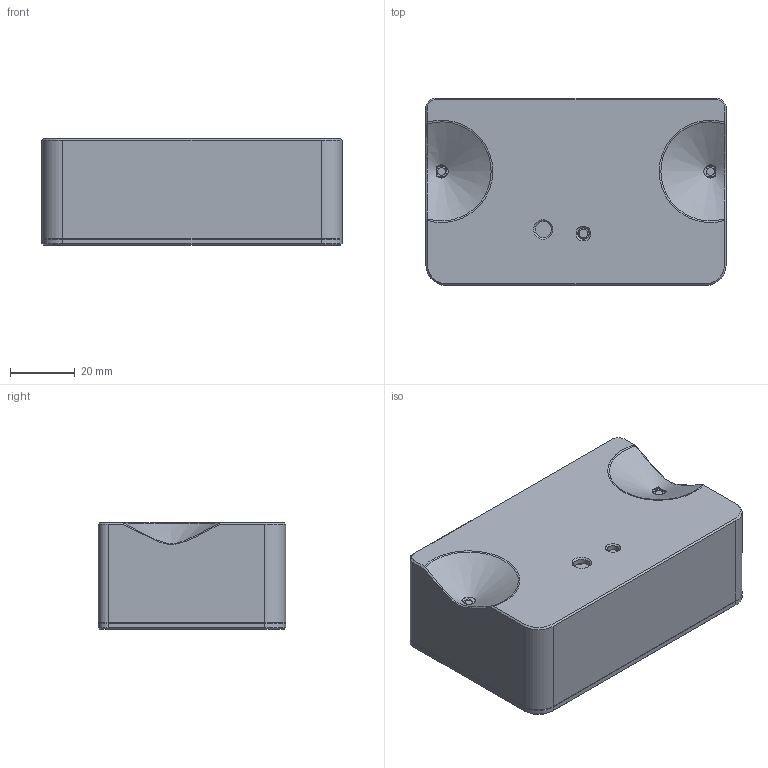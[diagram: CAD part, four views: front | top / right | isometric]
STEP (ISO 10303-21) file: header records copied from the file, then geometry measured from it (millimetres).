
FILE_DESCRIPTION(/* description */ (''),/* implementation_level */ '2;1');
FILE_NAME(/* name */ 'WiFIR case v9.step',/* time_stamp */ '2020-03-24T11:38:01+01:00',/* author */ (''),/* organization */ (''),/* preprocessor_version */ 'ST-DEVELOPER v18',/* originating_system */ 'Autodesk Translation Framework v8.12.0.6',/* authorisation */ '');
FILE_SCHEMA (('AUTOMOTIVE_DESIGN { 1 0 10303 214 3 1 1 }'));
Length unit declared in the file: millimetre
Products named in the file (37): WiFIR case; pcb; BatteryHolder_Keystone_1042_1x18650; COMPOUND; USB_C_Receptacle_Palconn_UTC16-G; SOLID (1); D_SMA; SOLID (2); Texas_S-PDSO-N12; SOLID (4); SOT-23-5; SOLID (3); WEMOS_D1_mini_light; SOLID (6); PinHeader_1x08_P2; SOLID (7); PinSocket_1x08_P2; SOLID (8); TS-1170S-WP; SOLID (9); R_0603_1608Metric; SOLID; SOT-23; SOLID (10); LED_0603_1608Metric; SOLID (11); PLCC-2_VSMY3850; COMPOUND (1); D_SOD-323; SOLID (12); C_0805_2012Metric; SOLID (13); C_0603_1608Metric; SOLID (14); COMPOUND (2); 18650; Backing Lid
Assembly tree (59 placements, depth 4):
  WiFIR case
    pcb
      BatteryHolder_Keystone_1042_1x18650
        COMPOUND
      R_0603_1608Metric  x15
        SOLID
      PLCC-2_VSMY3850  x2
        COMPOUND (1)
      USB_C_Receptacle_Palconn_UTC16-G
        SOLID (1)
      D_SMA
        SOLID (2)
      SOT-23-5  x2
        SOLID (3)
      Texas_S-PDSO-N12
        SOLID (4)
      WEMOS_D1_mini_light
        SOLID (6)
      PinHeader_1x08_P2  x2
        SOLID (7)
      PinSocket_1x08_P2  x2
        SOLID (8)
      TS-1170S-WP
        SOLID (9)
      SOT-23
        SOLID (10)
      LED_0603_1608Metric  x2
        SOLID (11)
      D_SOD-323
        SOLID (12)
      C_0805_2012Metric  x3
        SOLID (13)
      C_0603_1608Metric  x3
        SOLID (14)
      COMPOUND (2)
    18650
    Backing Lid
Bounding box: 93 x 58 x 32.95 mm (x, y, z)
Volume: 75337.9 mm3; surface area: 66912.9 mm2
Topology: 57 solids, 57 shells, 3111 faces, 8132 edges, 5250 vertices
Faces by surface type: plane 2347, cylinder 627, cone 78, bspline 29, torus 28, sphere 2
Full cylindrical faces by diameter (mm): 0.02 x1, 0.3 x6, 0.4 x2, 0.5 x3, 0.65 x2, 0.8 x1, 0.9 x3, 1 x34, 1.2 x8, 1.57 x1, 2.39 x1, 2.4 x5, 2.8 x1, 3.2 x4, 3.45 x2, 3.6 x1, 3.68 x2, 4.6 x2, 4.8 x2, 5 x1, 6 x2, 7 x2, 7.2 x2, 9.6 x2, 12 x1, 18 x1
Entity records: 61000 total; most frequent: CARTESIAN_POINT 11604, ORIENTED_EDGE 9800, DIRECTION 9739, EDGE_CURVE 4900, LINE 3721, VECTOR 3721, VERTEX_POINT 3166, AXIS2_PLACEMENT_3D 3009
